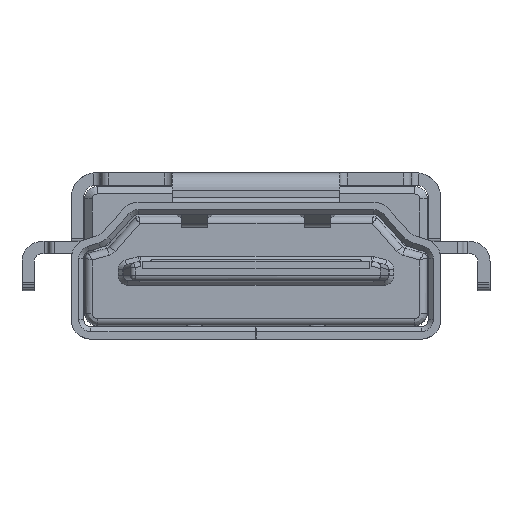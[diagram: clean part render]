
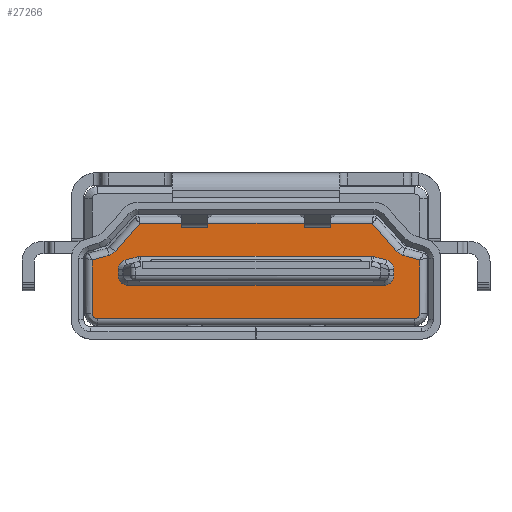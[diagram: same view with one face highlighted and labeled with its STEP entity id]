
A CAD part, front view. The second image highlights one B-rep face of the part: STEP entity #27266.
In plain terms, the highlighted planar face has unit normal (0, -1, 0).
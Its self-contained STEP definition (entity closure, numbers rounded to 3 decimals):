
#1391=CARTESIAN_POINT('',(16.15,6.8,-2.382));
#1393=DIRECTION('',(0.,0.,-1.));
#1394=VECTOR('',#1393,2.17);
#1395=CARTESIAN_POINT('',(16.15,6.8,-2.382));
#1396=LINE('',#1395,#1394);
#1425=CARTESIAN_POINT('',(4.3,6.8,-3.012));
#1426=DIRECTION('',(0.,1.,0.));
#1427=DIRECTION('',(0.,0.,-1.));
#1428=AXIS2_PLACEMENT_3D('',#1425,#1426,#1427);
#1430=CARTESIAN_POINT('',(14.7,6.8,-3.012));
#1431=DIRECTION('',(0.,1.,0.));
#1432=DIRECTION('',(1.,0.,0.));
#1433=AXIS2_PLACEMENT_3D('',#1430,#1431,#1432);
#1435=CARTESIAN_POINT('',(14.7,6.8,-2.775));
#1436=DIRECTION('',(0.,1.,0.));
#1437=DIRECTION('',(0.262,0.,0.965));
#1438=AXIS2_PLACEMENT_3D('',#1435,#1436,#1437);
#1440=DIRECTION('',(0.965,0.,-0.262));
#1441=VECTOR('',#1440,0.546);
#1442=CARTESIAN_POINT('',(14.278,6.8,-2.246));
#1443=LINE('',#1442,#1441);
#1444=CARTESIAN_POINT('',(14.173,6.8,-2.632));
#1445=DIRECTION('',(0.,1.,0.));
#1446=DIRECTION('',(0.,0.,1.));
#1447=AXIS2_PLACEMENT_3D('',#1444,#1445,#1446);
#1449=CARTESIAN_POINT('',(4.827,6.8,-2.632));
#1450=DIRECTION('',(0.,1.,0.));
#1451=DIRECTION('',(-0.262,0.,0.965));
#1452=AXIS2_PLACEMENT_3D('',#1449,#1450,#1451);
#1454=DIRECTION('',(0.965,0.,0.262));
#1455=VECTOR('',#1454,0.546);
#1456=CARTESIAN_POINT('',(4.195,6.8,-2.389));
#1457=LINE('',#1456,#1455);
#1458=CARTESIAN_POINT('',(4.3,6.8,-2.775));
#1459=DIRECTION('',(0.,1.,0.));
#1460=DIRECTION('',(-1.,0.,0.));
#1461=AXIS2_PLACEMENT_3D('',#1458,#1459,#1460);
#1463=DIRECTION('',(-0.659,0.,-0.752));
#1464=VECTOR('',#1463,1.518);
#1465=CARTESIAN_POINT('',(4.786,6.8,
-0.902));
#1466=LINE('',#1465,#1464);
#1467=DIRECTION('',(-0.659,0.,0.752));
#1468=VECTOR('',#1467,1.518);
#1469=CARTESIAN_POINT('',(15.214,6.8,-2.044));
#1470=LINE('',#1469,#1468);
#1471=CARTESIAN_POINT('',(15.59,6.8,-1.715));
#1472=DIRECTION('',(0.,1.,0.));
#1473=DIRECTION('',(-0.259,0.,-0.966));
#1474=AXIS2_PLACEMENT_3D('',#1471,#1472,#1473);
#1476=DIRECTION('',(-0.966,0.,0.259));
#1477=VECTOR('',#1476,0.713);
#1478=CARTESIAN_POINT('',(16.15,6.8,-2.382));
#1479=LINE('',#1478,#1477);
#1480=CARTESIAN_POINT('',(15.95,6.8,-4.552));
#1481=DIRECTION('',(0.,-1.,0.));
#1482=DIRECTION('',(0.,0.,-1.));
#1483=AXIS2_PLACEMENT_3D('',#1480,#1481,#1482);
#1485=CARTESIAN_POINT('',(3.05,6.8,-4.552));
#1486=DIRECTION('',(0.,-1.,0.));
#1487=DIRECTION('',(-1.,0.,0.));
#1488=AXIS2_PLACEMENT_3D('',#1485,#1486,#1487);
#1490=DIRECTION('',(-0.966,0.,-0.259));
#1491=VECTOR('',#1490,0.713);
#1492=CARTESIAN_POINT('',(3.539,6.8,-2.198));
#1493=LINE('',#1492,#1491);
#1494=CARTESIAN_POINT('',(3.41,6.8,-1.715));
#1495=DIRECTION('',(0.,1.,0.));
#1496=DIRECTION('',(0.752,0.,-0.659));
#1497=AXIS2_PLACEMENT_3D('',#1494,#1495,#1496);
#1499=DIRECTION('',(0.,0.,-1.));
#1500=VECTOR('',#1499,0.237);
#1501=CARTESIAN_POINT('',(3.9,6.8,-2.775));
#1502=LINE('',#1501,#1500);
#1529=DIRECTION('',(-1.,0.,0.));
#1530=VECTOR('',#1529,9.347);
#1531=CARTESIAN_POINT('',(14.173,6.8,-2.232));
#1532=LINE('',#1531,#1530);
#1992=DIRECTION('',(0.,0.,1.));
#1993=VECTOR('',#1992,0.237);
#1994=CARTESIAN_POINT('',(15.1,6.8,-3.012));
#1995=LINE('',#1994,#1993);
#2009=DIRECTION('',(1.,0.,0.));
#2010=VECTOR('',#2009,10.4);
#2011=CARTESIAN_POINT('',(4.3,6.8,-3.412));
#2012=LINE('',#2011,#2010);
#5948=DIRECTION('',(0.,0.,1.));
#5949=VECTOR('',#5948,2.17);
#5950=CARTESIAN_POINT('',(2.85,6.8,-4.552));
#5951=LINE('',#5950,#5949);
#13298=DIRECTION('',(-1.,0.,0.));
#13299=VECTOR('',#13298,12.9);
#13300=CARTESIAN_POINT('',(15.95,6.8,
-4.752));
#13301=LINE('',#13300,#13299);
#17695=CARTESIAN_POINT('',(14.214,6.8,
-0.902));
#17716=DIRECTION('',(1.,0.,0.));
#17717=VECTOR('',#17716,9.428);
#17718=CARTESIAN_POINT('',(4.786,6.8,
-0.902));
#17719=LINE('',#17718,#17717);
#17752=CARTESIAN_POINT('',(4.786,6.8,
-0.902));
#20955=CARTESIAN_POINT('',(15.214,6.8,
-2.044));
#20956=VERTEX_POINT('',#20955);
#20957=VERTEX_POINT('',#17695);
#20962=CARTESIAN_POINT('',(3.786,6.8,
-2.044));
#20963=VERTEX_POINT('',#20962);
#20966=VERTEX_POINT('',#17752);
#21803=VERTEX_POINT('',#1391);
#21804=CARTESIAN_POINT('',(15.95,6.8,
-4.752));
#21805=CARTESIAN_POINT('',(16.15,6.8,
-4.552));
#21806=VERTEX_POINT('',#21804);
#21807=VERTEX_POINT('',#21805);
#21808=CARTESIAN_POINT('',(15.461,6.8,
-2.198));
#21809=VERTEX_POINT('',#21808);
#21810=CARTESIAN_POINT('',(2.85,6.8,
-4.552));
#21811=CARTESIAN_POINT('',(2.85,6.8,
-2.382));
#21812=VERTEX_POINT('',#21810);
#21813=VERTEX_POINT('',#21811);
#21822=CARTESIAN_POINT('',(3.539,6.8,
-2.198));
#21823=VERTEX_POINT('',#21822);
#23576=CARTESIAN_POINT('',(4.3,6.8,
-3.412));
#23577=CARTESIAN_POINT('',(3.9,6.8,-3.012));
#23578=VERTEX_POINT('',#23576);
#23579=VERTEX_POINT('',#23577);
#23584=CARTESIAN_POINT('',(3.9,6.8,
-2.775));
#23585=CARTESIAN_POINT('',(4.195,6.8,
-2.389));
#23586=VERTEX_POINT('',#23584);
#23587=VERTEX_POINT('',#23585);
#23592=CARTESIAN_POINT('',(4.722,6.8,
-2.246));
#23593=VERTEX_POINT('',#23592);
#23596=CARTESIAN_POINT('',(4.827,6.8,
-2.232));
#23597=VERTEX_POINT('',#23596);
#23600=CARTESIAN_POINT('',(14.173,6.8,
-2.232));
#23601=CARTESIAN_POINT('',(14.278,6.8,
-2.246));
#23602=VERTEX_POINT('',#23600);
#23603=VERTEX_POINT('',#23601);
#23608=CARTESIAN_POINT('',(14.805,6.8,
-2.389));
#23609=VERTEX_POINT('',#23608);
#23612=CARTESIAN_POINT('',(15.1,6.8,
-2.775));
#23613=VERTEX_POINT('',#23612);
#23616=CARTESIAN_POINT('',(15.1,6.8,
-3.012));
#23617=CARTESIAN_POINT('',(14.7,6.8,
-3.412));
#23618=VERTEX_POINT('',#23616);
#23619=VERTEX_POINT('',#23617);
#25148=CARTESIAN_POINT('',(3.05,6.8,
-4.752));
#25149=VERTEX_POINT('',#25148);
#27211=CARTESIAN_POINT('',(2.584,6.8,-0.825));
#27212=DIRECTION('',(0.,1.,0.));
#27213=DIRECTION('',(1.,0.,0.));
#27214=AXIS2_PLACEMENT_3D('',#27211,#27212,#27213);
#27215=PLANE('',#27214);
#27217=ORIENTED_EDGE('',*,*,#27216,.F.);
#27219=ORIENTED_EDGE('',*,*,#27218,.T.);
#27221=ORIENTED_EDGE('',*,*,#27220,.F.);
#27223=ORIENTED_EDGE('',*,*,#27222,.F.);
#27224=ORIENTED_EDGE('',*,*,#27140,.F.);
#27225=ORIENTED_EDGE('',*,*,#27201,.T.);
#27227=ORIENTED_EDGE('',*,*,#27226,.F.);
#27229=ORIENTED_EDGE('',*,*,#27228,.T.);
#27231=ORIENTED_EDGE('',*,*,#27230,.F.);
#27233=ORIENTED_EDGE('',*,*,#27232,.T.);
#27235=ORIENTED_EDGE('',*,*,#27234,.F.);
#27237=ORIENTED_EDGE('',*,*,#27236,.F.);
#27238=EDGE_LOOP('',(#27217,#27219,#27221,#27223,#27224,#27225,#27227,#27229,
#27231,#27233,#27235,#27237));
#27239=FACE_OUTER_BOUND('',#27238,.F.);
#27241=ORIENTED_EDGE('',*,*,#27240,.T.);
#27243=ORIENTED_EDGE('',*,*,#27242,.F.);
#27245=ORIENTED_EDGE('',*,*,#27244,.T.);
#27247=ORIENTED_EDGE('',*,*,#27246,.F.);
#27249=ORIENTED_EDGE('',*,*,#27248,.T.);
#27251=ORIENTED_EDGE('',*,*,#27250,.F.);
#27253=ORIENTED_EDGE('',*,*,#27252,.F.);
#27255=ORIENTED_EDGE('',*,*,#27254,.F.);
#27257=ORIENTED_EDGE('',*,*,#27256,.T.);
#27259=ORIENTED_EDGE('',*,*,#27258,.F.);
#27261=ORIENTED_EDGE('',*,*,#27260,.F.);
#27263=ORIENTED_EDGE('',*,*,#27262,.F.);
#27264=EDGE_LOOP('',(#27241,#27243,#27245,#27247,#27249,#27251,#27253,#27255,
#27257,#27259,#27261,#27263));
#27265=FACE_BOUND('',#27264,.F.);
#27266=ADVANCED_FACE('',(#27239,#27265),#27215,.F.);
#1429=CIRCLE('',#1428,0.4);
#1434=CIRCLE('',#1433,0.4);
#1439=CIRCLE('',#1438,0.4);
#1448=CIRCLE('',#1447,0.4);
#1453=CIRCLE('',#1452,0.4);
#1462=CIRCLE('',#1461,0.4);
#1475=CIRCLE('',#1474,0.5);
#1484=CIRCLE('',#1483,0.2);
#1489=CIRCLE('',#1488,0.2);
#1498=CIRCLE('',#1497,0.5);
#27140=EDGE_CURVE('',#21803,#21809,#1479,.T.);
#27201=EDGE_CURVE('',#21803,#21807,#1396,.T.);
#27216=EDGE_CURVE('',#20966,#20963,#1466,.T.);
#27218=EDGE_CURVE('',#20966,#20957,#17719,.T.);
#27220=EDGE_CURVE('',#20956,#20957,#1470,.T.);
#27222=EDGE_CURVE('',#21809,#20956,#1475,.T.);
#27226=EDGE_CURVE('',#21806,#21807,#1484,.T.);
#27228=EDGE_CURVE('',#21806,#25149,#13301,.T.);
#27230=EDGE_CURVE('',#21812,#25149,#1489,.T.);
#27232=EDGE_CURVE('',#21812,#21813,#5951,.T.);
#27234=EDGE_CURVE('',#21823,#21813,#1493,.T.);
#27236=EDGE_CURVE('',#20963,#21823,#1498,.T.);
#27240=EDGE_CURVE('',#23586,#23579,#1502,.T.);
#27242=EDGE_CURVE('',#23578,#23579,#1429,.T.);
#27244=EDGE_CURVE('',#23578,#23619,#2012,.T.);
#27246=EDGE_CURVE('',#23618,#23619,#1434,.T.);
#27248=EDGE_CURVE('',#23618,#23613,#1995,.T.);
#27250=EDGE_CURVE('',#23609,#23613,#1439,.T.);
#27252=EDGE_CURVE('',#23603,#23609,#1443,.T.);
#27254=EDGE_CURVE('',#23602,#23603,#1448,.T.);
#27256=EDGE_CURVE('',#23602,#23597,#1532,.T.);
#27258=EDGE_CURVE('',#23593,#23597,#1453,.T.);
#27260=EDGE_CURVE('',#23587,#23593,#1457,.T.);
#27262=EDGE_CURVE('',#23586,#23587,#1462,.T.);
